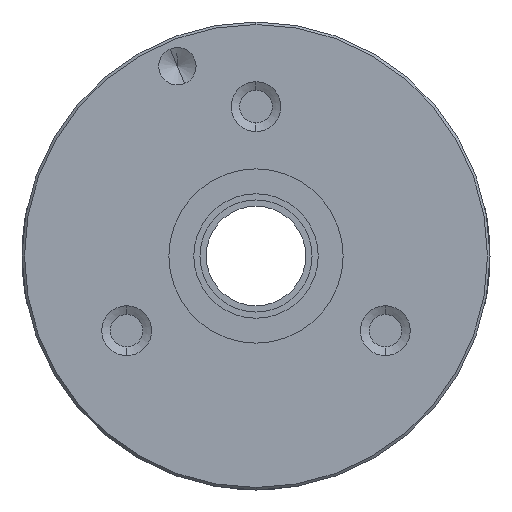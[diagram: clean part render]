
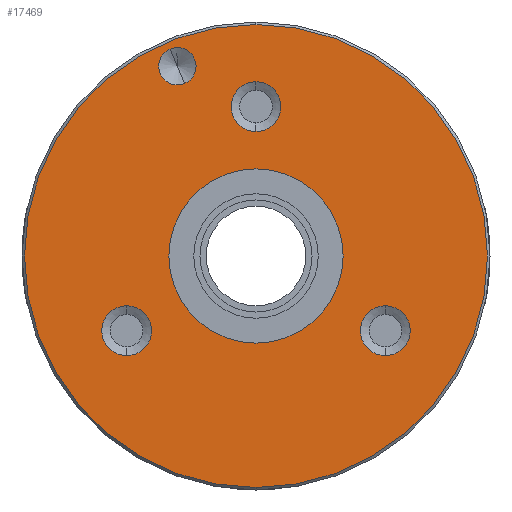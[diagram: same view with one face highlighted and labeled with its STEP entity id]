
A CAD part, left-side view. The second image highlights one B-rep face of the part: STEP entity #17469.
In plain terms, the highlighted planar face has unit normal (-1, 0, 0).
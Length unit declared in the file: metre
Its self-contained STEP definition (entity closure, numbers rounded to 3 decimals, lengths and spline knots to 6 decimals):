
#54 = ORIENTED_EDGE ( 'NONE', *, *, #5048, .T. ) ;
#254 = VERTEX_POINT ( 'NONE', #4478 ) ;
#526 = CARTESIAN_POINT ( 'NONE',  ( 0., 0., 0. ) ) ;
#764 = AXIS2_PLACEMENT_3D ( 'NONE', #4428, #10584, #4317 ) ;
#800 = FACE_BOUND ( 'NONE', #17165, .T. ) ;
#825 = DIRECTION ( 'NONE',  ( 1., 0., 0. ) ) ;
#846 = EDGE_CURVE ( 'NONE', #11370, #6701, #19342, .T. ) ;
#960 = AXIS2_PLACEMENT_3D ( 'NONE', #12536, #20255, #18823 ) ;
#1033 = DIRECTION ( 'NONE',  ( 1., 0., 0. ) ) ;
#1168 = CARTESIAN_POINT ( 'NONE',  ( 0., 0., 0.0093 ) ) ;
#1226 = CARTESIAN_POINT ( 'NONE',  ( 0., 0., -0.0035 ) ) ;
#1711 = CIRCLE ( 'NONE', #14841, 0.001 ) ;
#1766 = CIRCLE ( 'NONE', #11282, 0.00075 ) ;
#2041 = FACE_BOUND ( 'NONE', #3603, .T. ) ;
#2554 = ORIENTED_EDGE ( 'NONE', *, *, #11649, .T. ) ;
#2586 = AXIS2_PLACEMENT_3D ( 'NONE', #526, #825, #11722 ) ;
#2830 = EDGE_CURVE ( 'NONE', #10352, #15713, #17767, .T. ) ;
#2845 = ORIENTED_EDGE ( 'NONE', *, *, #18849, .T. ) ;
#2929 = CARTESIAN_POINT ( 'NONE',  ( 0., 0.003444, 0.008315 ) ) ;
#2980 = ORIENTED_EDGE ( 'NONE', *, *, #3746, .T. ) ;
#3075 = EDGE_LOOP ( 'NONE', ( #2554, #10611 ) ) ;
#3329 = DIRECTION ( 'NONE',  ( 0., 0., 1. ) ) ;
#3510 = CARTESIAN_POINT ( 'NONE',  ( 0., 0.00287, 0.006929 ) ) ;
#3603 = EDGE_LOOP ( 'NONE', ( #4432, #18893 ) ) ;
#3707 = EDGE_CURVE ( 'NONE', #15713, #10352, #15517, .T. ) ;
#3713 = EDGE_CURVE ( 'NONE', #6155, #13546, #1711, .T. ) ;
#3746 = EDGE_CURVE ( 'NONE', #10158, #17286, #10235, .T. ) ;
#3793 = DIRECTION ( 'NONE',  ( -1., 0., 0. ) ) ;
#4075 = ORIENTED_EDGE ( 'NONE', *, *, #3707, .T. ) ;
#4317 = DIRECTION ( 'NONE',  ( 0., 0., 1. ) ) ;
#4384 = CIRCLE ( 'NONE', #764, 0.001 ) ;
#4428 = CARTESIAN_POINT ( 'NONE',  ( 0., -0.005196, -0.003 ) ) ;
#4432 = ORIENTED_EDGE ( 'NONE', *, *, #3713, .T. ) ;
#4478 = CARTESIAN_POINT ( 'NONE',  ( 0., -0.005196, -0.002 ) ) ;
#4529 = EDGE_LOOP ( 'NONE', ( #2845, #10654 ) ) ;
#5048 = EDGE_CURVE ( 'NONE', #17286, #10158, #11598, .T. ) ;
#5051 = CIRCLE ( 'NONE', #16542, 0.0035 ) ;
#5071 = DIRECTION ( 'NONE',  ( 0., 0., 1. ) ) ;
#5331 = PLANE ( 'NONE',  #11607 ) ;
#5409 = DIRECTION ( 'NONE',  ( 0., 0., 1. ) ) ;
#5529 = DIRECTION ( 'NONE',  ( 0., 0., 1. ) ) ;
#6155 = VERTEX_POINT ( 'NONE', #8085 ) ;
#6372 = EDGE_CURVE ( 'NONE', #13546, #6155, #16867, .T. ) ;
#6390 = CARTESIAN_POINT ( 'NONE',  ( 0., 0., 0. ) ) ;
#6578 = DIRECTION ( 'NONE',  ( 0., 0., 1. ) ) ;
#6637 = DIRECTION ( 'NONE',  ( 0., 0.383, 0.924 ) ) ;
#6659 = EDGE_CURVE ( 'NONE', #7263, #254, #4384, .T. ) ;
#6701 = VERTEX_POINT ( 'NONE', #1226 ) ;
#6942 = DIRECTION ( 'NONE',  ( 1., 0., 0. ) ) ;
#7074 = FACE_BOUND ( 'NONE', #3075, .T. ) ;
#7263 = VERTEX_POINT ( 'NONE', #15714 ) ;
#7292 = AXIS2_PLACEMENT_3D ( 'NONE', #19360, #1033, #13478 ) ;
#7312 = CARTESIAN_POINT ( 'NONE',  ( 0., 0.005196, -0.003 ) ) ;
#7744 = EDGE_LOOP ( 'NONE', ( #54, #2980 ) ) ;
#7850 = CIRCLE ( 'NONE', #960, 0.001 ) ;
#8085 = CARTESIAN_POINT ( 'NONE',  ( 0., 0., 0.007 ) ) ;
#8272 = EDGE_LOOP ( 'NONE', ( #4075, #12775 ) ) ;
#8303 = AXIS2_PLACEMENT_3D ( 'NONE', #14759, #6942, #5409 ) ;
#8378 = CARTESIAN_POINT ( 'NONE',  ( 0., 0.003157, 0.007622 ) ) ;
#8878 = AXIS2_PLACEMENT_3D ( 'NONE', #6390, #9461, #6578 ) ;
#9396 = DIRECTION ( 'NONE',  ( 0., 0., 1. ) ) ;
#9461 = DIRECTION ( 'NONE',  ( -1., 0., 0. ) ) ;
#9784 = CARTESIAN_POINT ( 'NONE',  ( 0., 0., 0. ) ) ;
#10158 = VERTEX_POINT ( 'NONE', #14507 ) ;
#10235 = CIRCLE ( 'NONE', #7292, 0.001 ) ;
#10352 = VERTEX_POINT ( 'NONE', #13770 ) ;
#10498 = DIRECTION ( 'NONE',  ( 0., 0., 1. ) ) ;
#10584 = DIRECTION ( 'NONE',  ( 1., 0., 0. ) ) ;
#10611 = ORIENTED_EDGE ( 'NONE', *, *, #6659, .T. ) ;
#10654 = ORIENTED_EDGE ( 'NONE', *, *, #20156, .T. ) ;
#10713 = VERTEX_POINT ( 'NONE', #2929 ) ;
#11008 = AXIS2_PLACEMENT_3D ( 'NONE', #13509, #19790, #17427 ) ;
#11038 = DIRECTION ( 'NONE',  ( 1., 0., 0. ) ) ;
#11282 = AXIS2_PLACEMENT_3D ( 'NONE', #8378, #17856, #6637 ) ;
#11289 = VERTEX_POINT ( 'NONE', #3510 ) ;
#11337 = DIRECTION ( 'NONE',  ( 1., 0., 0. ) ) ;
#11370 = VERTEX_POINT ( 'NONE', #19445 ) ;
#11598 = CIRCLE ( 'NONE', #15887, 0.001 ) ;
#11607 = AXIS2_PLACEMENT_3D ( 'NONE', #19623, #3793, #5529 ) ;
#11649 = EDGE_CURVE ( 'NONE', #254, #7263, #7850, .T. ) ;
#11650 = CIRCLE ( 'NONE', #11008, 0.00075 ) ;
#11722 = DIRECTION ( 'NONE',  ( 0., 0., 1. ) ) ;
#12478 = CARTESIAN_POINT ( 'NONE',  ( 0., 0., 0. ) ) ;
#12536 = CARTESIAN_POINT ( 'NONE',  ( 0., -0.005196, -0.003 ) ) ;
#12681 = DIRECTION ( 'NONE',  ( -1., 0., 0. ) ) ;
#12775 = ORIENTED_EDGE ( 'NONE', *, *, #2830, .T. ) ;
#13340 = FACE_BOUND ( 'NONE', #7744, .T. ) ;
#13478 = DIRECTION ( 'NONE',  ( 0., 0., 1. ) ) ;
#13509 = CARTESIAN_POINT ( 'NONE',  ( 0., 0.003157, 0.007622 ) ) ;
#13546 = VERTEX_POINT ( 'NONE', #18369 ) ;
#13770 = CARTESIAN_POINT ( 'NONE',  ( 0., 0., -0.0093 ) ) ;
#14479 = ORIENTED_EDGE ( 'NONE', *, *, #19019, .T. ) ;
#14507 = CARTESIAN_POINT ( 'NONE',  ( 0., 0.005196, -0.004 ) ) ;
#14759 = CARTESIAN_POINT ( 'NONE',  ( 0., 0., 0.006 ) ) ;
#14841 = AXIS2_PLACEMENT_3D ( 'NONE', #18962, #11337, #3329 ) ;
#15517 = CIRCLE ( 'NONE', #16488, 0.0093 ) ;
#15713 = VERTEX_POINT ( 'NONE', #1168 ) ;
#15714 = CARTESIAN_POINT ( 'NONE',  ( 0., -0.005196, -0.004 ) ) ;
#15887 = AXIS2_PLACEMENT_3D ( 'NONE', #7312, #19875, #10498 ) ;
#16488 = AXIS2_PLACEMENT_3D ( 'NONE', #9784, #12681, #5071 ) ;
#16542 = AXIS2_PLACEMENT_3D ( 'NONE', #12478, #11038, #9396 ) ;
#16549 = ORIENTED_EDGE ( 'NONE', *, *, #846, .T. ) ;
#16867 = CIRCLE ( 'NONE', #8303, 0.001 ) ;
#17165 = EDGE_LOOP ( 'NONE', ( #16549, #14479 ) ) ;
#17286 = VERTEX_POINT ( 'NONE', #17630 ) ;
#17427 = DIRECTION ( 'NONE',  ( 0., 0.383, 0.924 ) ) ;
#17469 = ADVANCED_FACE ( 'NONE', ( #800, #2041, #7074, #13340, #17892, #19424 ), #5331, .T. ) ;
#17630 = CARTESIAN_POINT ( 'NONE',  ( 0., 0.005196, -0.002 ) ) ;
#17767 = CIRCLE ( 'NONE', #8878, 0.0093 ) ;
#17856 = DIRECTION ( 'NONE',  ( 1., 0., 0. ) ) ;
#17892 = FACE_BOUND ( 'NONE', #4529, .T. ) ;
#18369 = CARTESIAN_POINT ( 'NONE',  ( 0., 0., 0.005 ) ) ;
#18823 = DIRECTION ( 'NONE',  ( 0., 0., 1. ) ) ;
#18849 = EDGE_CURVE ( 'NONE', #10713, #11289, #1766, .T. ) ;
#18893 = ORIENTED_EDGE ( 'NONE', *, *, #6372, .T. ) ;
#18962 = CARTESIAN_POINT ( 'NONE',  ( 0., 0., 0.006 ) ) ;
#19019 = EDGE_CURVE ( 'NONE', #6701, #11370, #5051, .T. ) ;
#19342 = CIRCLE ( 'NONE', #2586, 0.0035 ) ;
#19360 = CARTESIAN_POINT ( 'NONE',  ( 0., 0.005196, -0.003 ) ) ;
#19424 = FACE_OUTER_BOUND ( 'NONE', #8272, .T. ) ;
#19445 = CARTESIAN_POINT ( 'NONE',  ( 0., 0., 0.0035 ) ) ;
#19623 = CARTESIAN_POINT ( 'NONE',  ( 0., 0., 0.00645 ) ) ;
#19790 = DIRECTION ( 'NONE',  ( 1., 0., 0. ) ) ;
#19875 = DIRECTION ( 'NONE',  ( 1., 0., 0. ) ) ;
#20156 = EDGE_CURVE ( 'NONE', #11289, #10713, #11650, .T. ) ;
#20255 = DIRECTION ( 'NONE',  ( 1., 0., 0. ) ) ;
